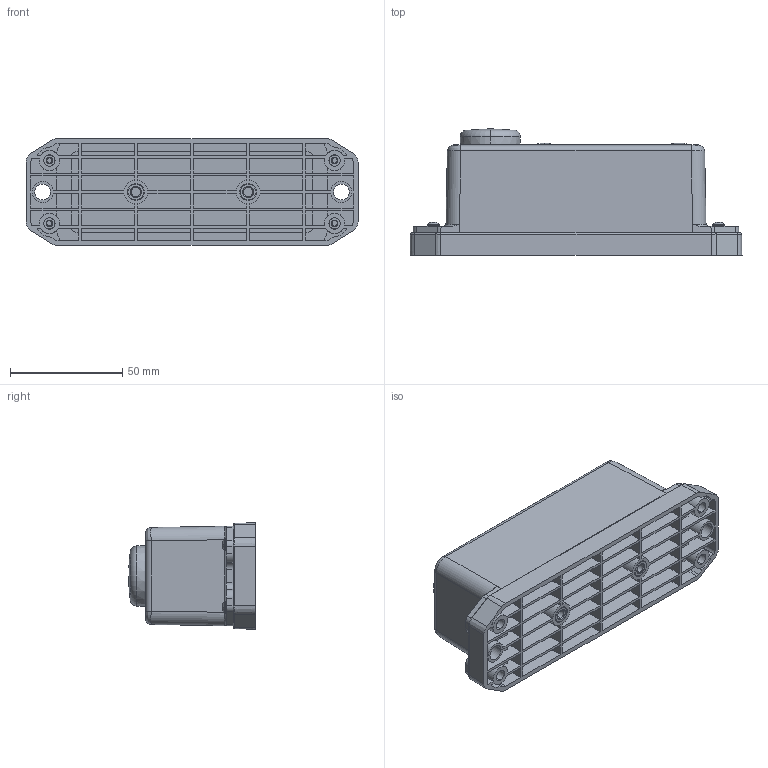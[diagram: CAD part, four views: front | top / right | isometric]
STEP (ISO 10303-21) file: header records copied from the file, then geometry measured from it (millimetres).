
FILE_DESCRIPTION((''),'2;1');
FILE_NAME('214048_ASM','2019-09-03T15:08:53',('pdmadmin'),('BANNER ENGINEERING'),'CREO PARAMETRIC BY PTC INC, 2018300','CREO PARAMETRIC BY PTC INC, 2018300','');
FILE_SCHEMA(('CONFIG_CONTROL_DESIGN'));
Length unit declared in the file: millimetre
Products named in the file (10): 204319; PEM_IUB-M5-1; PEM_IUBB_M3-1; 204319_ASM; 211664; 174122; 211665_ASM; 204320; 205009; 214048_ASM
Assembly tree (16 placements, depth 3):
  214048_ASM
    204319_ASM
      204319
      PEM_IUB-M5-1  x2
      PEM_IUBB_M3-1  x4
    211665_ASM
      211664
      174122  x4
    204320
    205009
Bounding box: 147.85 x 56.4 x 47.35 mm (x, y, z)
Volume: 66385.3 mm3; surface area: 78590.7 mm2
Topology: 14 solids, 14 shells, 1192 faces, 2914 edges, 1837 vertices
Faces by surface type: plane 532, cylinder 370, cone 132, torus 62, bspline 44, sphere 40, extrusion 12
Entity records: 32607 total; most frequent: CARTESIAN_POINT 10146, DIRECTION 4736, ORIENTED_EDGE 4532, EDGE_CURVE 2266, AXIS2_PLACEMENT_3D 1674, VERTEX_POINT 1444, VECTOR 1388, LINE 1376
